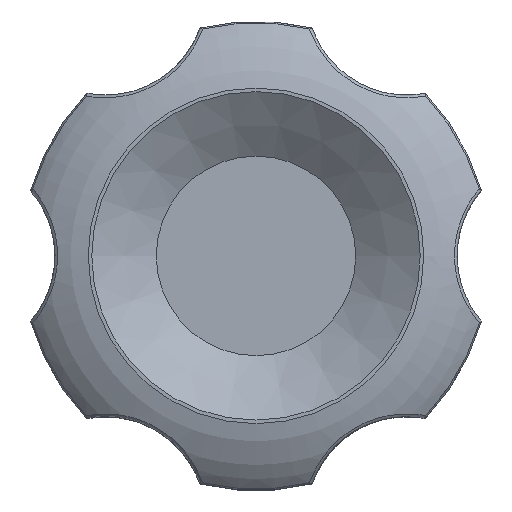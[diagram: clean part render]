
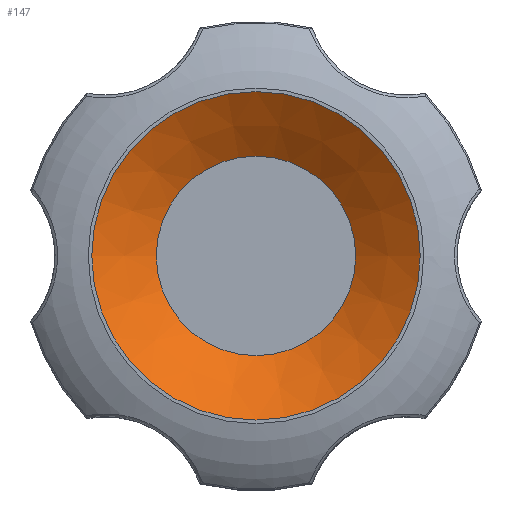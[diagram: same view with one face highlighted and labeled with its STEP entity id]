
A CAD part, top view. The second image highlights one B-rep face of the part: STEP entity #147.
In plain terms, the highlighted conical face has half-angle 55.359 degrees and reference radius 7 mm.
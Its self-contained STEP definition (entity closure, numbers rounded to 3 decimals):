
#147 = ADVANCED_FACE( '', ( #316, #317 ), #318, .F. );
#316 = FACE_BOUND( '', #2103, .T. );
#317 = FACE_OUTER_BOUND( '', #2104, .T. );
#318 = CONICAL_SURFACE( '', #2105, 7., 0.966 );
#2103 = EDGE_LOOP( '', ( #3305 ) );
#2104 = EDGE_LOOP( '', ( #3306 ) );
#2105 = AXIS2_PLACEMENT_3D( '', #3307, #3308, #3309 );
#3305 = ORIENTED_EDGE( '', *, *, #3595, .F. );
#3306 = ORIENTED_EDGE( '', *, *, #3604, .T. );
#3307 = CARTESIAN_POINT( '', ( 0., 0., 20. ) );
#3308 = DIRECTION( '', ( 0., 0., 1. ) );
#3309 = DIRECTION( '', ( 1., 0., 0. ) );
#3595 = EDGE_CURVE( '', #3851, #3851, #3852, .T. );
#3604 = EDGE_CURVE( '', #3864, #3864, #3865, .T. );
#3851 = VERTEX_POINT( '', #5672 );
#3852 = CIRCLE( '', #5673, 4.25 );
#3864 = VERTEX_POINT( '', #5762 );
#3865 = CIRCLE( '', #5763, 7. );
#5672 = CARTESIAN_POINT( '', ( 4.25, 0., 18.1 ) );
#5673 = AXIS2_PLACEMENT_3D( '', #6324, #6325, #6326 );
#5762 = CARTESIAN_POINT( '', ( 7., 0., 20. ) );
#5763 = AXIS2_PLACEMENT_3D( '', #6333, #6334, #6335 );
#6324 = CARTESIAN_POINT( '', ( 0., 0., 18.1 ) );
#6325 = DIRECTION( '', ( 0., 0., 1. ) );
#6326 = DIRECTION( '', ( 1., 0., 0. ) );
#6333 = CARTESIAN_POINT( '', ( 0., 0., 20. ) );
#6334 = DIRECTION( '', ( 0., 0., 1. ) );
#6335 = DIRECTION( '', ( 1., 0., 0. ) );
